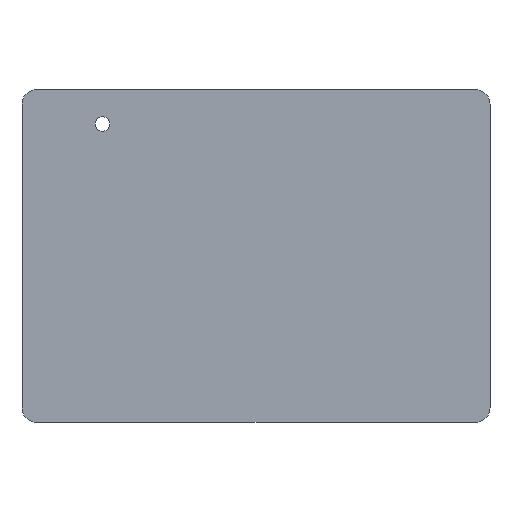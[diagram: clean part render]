
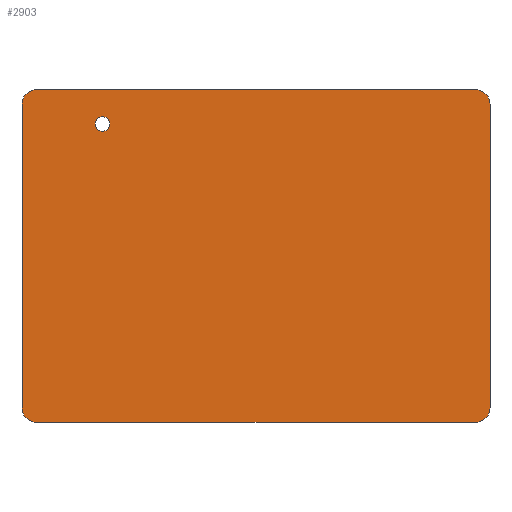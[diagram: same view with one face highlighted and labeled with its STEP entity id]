
A CAD part, front view. The second image highlights one B-rep face of the part: STEP entity #2903.
In plain terms, the highlighted planar face has unit normal (0, -1, 0).
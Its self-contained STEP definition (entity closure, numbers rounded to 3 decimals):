
#44=FACE_BOUND('',#515,.T.);
#151=PLANE('',#3156);
#335=FACE_OUTER_BOUND('',#514,.T.);
#514=EDGE_LOOP('',(#2566,#2567,#2568,#2569,#2570,#2571,#2572,#2573));
#515=EDGE_LOOP('',(#2574));
#619=LINE('',#4268,#931);
#698=LINE('',#4446,#1010);
#702=LINE('',#4455,#1014);
#737=LINE('',#4537,#1049);
#931=VECTOR('',#3449,10.);
#1010=VECTOR('',#3584,10.);
#1014=VECTOR('',#3594,10.);
#1049=VECTOR('',#3685,10.);
#1243=CIRCLE('',#3081,2.);
#1244=CIRCLE('',#3084,2.);
#1246=CIRCLE('',#3102,1.);
#1249=CIRCLE('',#3109,2.);
#1250=CIRCLE('',#3112,2.);
#1346=VERTEX_POINT('',#4265);
#1347=VERTEX_POINT('',#4267);
#1417=VERTEX_POINT('',#4443);
#1418=VERTEX_POINT('',#4445);
#1419=VERTEX_POINT('',#4449);
#1420=VERTEX_POINT('',#4453);
#1421=VERTEX_POINT('',#4457);
#1433=VERTEX_POINT('',#4512);
#1439=VERTEX_POINT('',#4535);
#1645=EDGE_CURVE('',#1347,#1346,#619,.T.);
#1734=EDGE_CURVE('',#1418,#1417,#698,.T.);
#1737=EDGE_CURVE('',#1419,#1417,#1243,.T.);
#1739=EDGE_CURVE('',#1419,#1420,#702,.T.);
#1741=EDGE_CURVE('',#1421,#1420,#1244,.T.);
#1768=EDGE_CURVE('',#1433,#1433,#1246,.T.);
#1778=EDGE_CURVE('',#1418,#1346,#1249,.T.);
#1780=EDGE_CURVE('',#1439,#1421,#737,.T.);
#1781=EDGE_CURVE('',#1347,#1439,#1250,.T.);
#2566=ORIENTED_EDGE('',*,*,#1781,.F.);
#2567=ORIENTED_EDGE('',*,*,#1645,.T.);
#2568=ORIENTED_EDGE('',*,*,#1778,.F.);
#2569=ORIENTED_EDGE('',*,*,#1734,.T.);
#2570=ORIENTED_EDGE('',*,*,#1737,.F.);
#2571=ORIENTED_EDGE('',*,*,#1739,.T.);
#2572=ORIENTED_EDGE('',*,*,#1741,.F.);
#2573=ORIENTED_EDGE('',*,*,#1780,.F.);
#2574=ORIENTED_EDGE('',*,*,#1768,.T.);
#2903=ADVANCED_FACE('',(#335,#44),#151,.F.);
#3081=AXIS2_PLACEMENT_3D('',#4451,#3589,#3590);
#3084=AXIS2_PLACEMENT_3D('',#4459,#3598,#3599);
#3102=AXIS2_PLACEMENT_3D('',#4514,#3659,#3660);
#3109=AXIS2_PLACEMENT_3D('',#4533,#3680,#3681);
#3112=AXIS2_PLACEMENT_3D('',#4539,#3688,#3689);
#3156=AXIS2_PLACEMENT_3D('',#4698,#3848,#3849);
#3449=DIRECTION('',(0.,0.,-1.));
#3584=DIRECTION('',(1.,0.,0.));
#3589=DIRECTION('center_axis',(0.,1.,0.));
#3590=DIRECTION('ref_axis',(1.,0.,0.));
#3594=DIRECTION('',(0.,0.,1.));
#3598=DIRECTION('center_axis',(0.,1.,0.));
#3599=DIRECTION('ref_axis',(0.,0.,1.));
#3659=DIRECTION('center_axis',(0.,1.,0.));
#3660=DIRECTION('ref_axis',(1.,0.,0.));
#3680=DIRECTION('center_axis',(0.,1.,0.));
#3681=DIRECTION('ref_axis',(0.,0.,-1.));
#3685=DIRECTION('',(1.,0.,0.));
#3688=DIRECTION('center_axis',(0.,1.,0.));
#3689=DIRECTION('ref_axis',(-1.,0.,0.));
#3848=DIRECTION('center_axis',(0.,1.,0.));
#3849=DIRECTION('ref_axis',(1.,0.,0.));
#4265=CARTESIAN_POINT('',(0.,0.,2.));
#4267=CARTESIAN_POINT('',(0.,0.,43.5));
#4268=CARTESIAN_POINT('',(0.,0.,43.5));
#4443=CARTESIAN_POINT('',(62.,0.,0.));
#4445=CARTESIAN_POINT('',(2.,0.,0.));
#4446=CARTESIAN_POINT('',(2.,0.,0.));
#4449=CARTESIAN_POINT('',(64.,0.,2.));
#4451=CARTESIAN_POINT('Origin',(62.,0.,2.));
#4453=CARTESIAN_POINT('',(64.,0.,43.5));
#4455=CARTESIAN_POINT('',(64.,0.,2.));
#4457=CARTESIAN_POINT('',(62.,0.,45.5));
#4459=CARTESIAN_POINT('Origin',(62.,0.,43.5));
#4512=CARTESIAN_POINT('',(10.,0.,40.8));
#4514=CARTESIAN_POINT('Origin',(11.,0.,40.8));
#4533=CARTESIAN_POINT('Origin',(2.,0.,2.));
#4535=CARTESIAN_POINT('',(2.,0.,45.5));
#4537=CARTESIAN_POINT('',(2.,0.,45.5));
#4539=CARTESIAN_POINT('Origin',(2.,0.,43.5));
#4698=CARTESIAN_POINT('Origin',(32.,0.,22.75));
